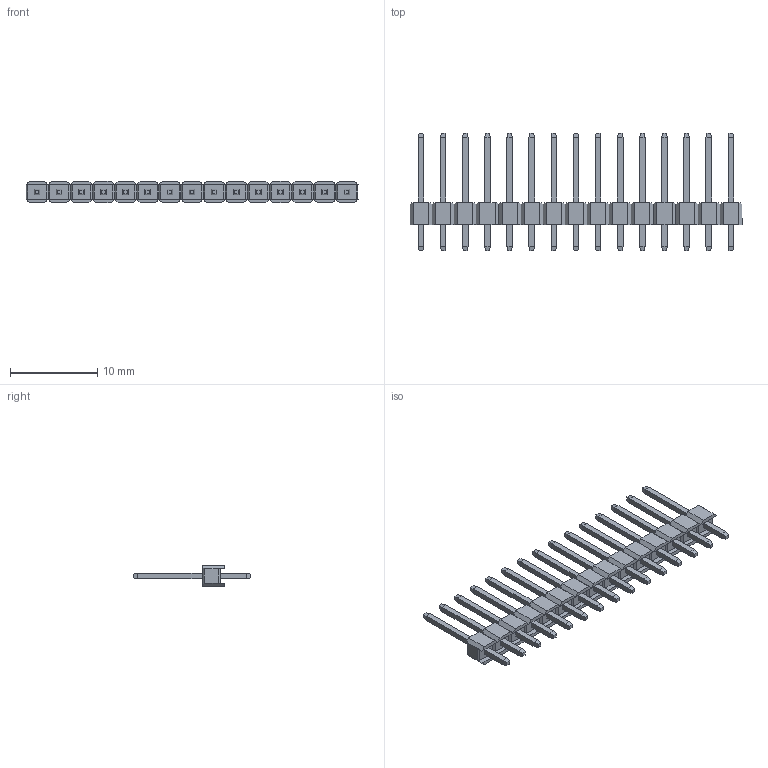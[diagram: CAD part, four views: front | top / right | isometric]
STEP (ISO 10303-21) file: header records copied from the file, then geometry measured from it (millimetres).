
FILE_DESCRIPTION(/* description */ ('STEP AP214'),/* implementation_level */ '2;1');
FILE_NAME(/* name */ '1x15 Male Pin Header.stp',/* time_stamp */ '2022-08-03T17:27:58-05:00',/* author */ ('Tecneu'),/* organization */ (''),/* preprocessor_version */ 'ST-DEVELOPER v18.1',/* originating_system */ 'Autodesk Inventor 2021',/* authorisation */ '');
FILE_SCHEMA (('AUTOMOTIVE_DESIGN { 1 0 10303 214 3 1 1 }'));
Length unit declared in the file: millimetre
Products named in the file (1): 1x15 Male Pin Header
Bounding box: 38.1 x 13.54 x 2.5 mm (x, y, z)
Volume: 261.6 mm3; surface area: 1039.6 mm2
Topology: 16 solids, 16 shells, 578 faces, 1484 edges, 938 vertices
Faces by surface type: plane 578
Entity records: 17060 total; most frequent: CARTESIAN_POINT 3001, ORIENTED_EDGE 2968, DIRECTION 2642, LINE 1484, VECTOR 1484, EDGE_CURVE 1484, VERTEX_POINT 938, EDGE_LOOP 608
